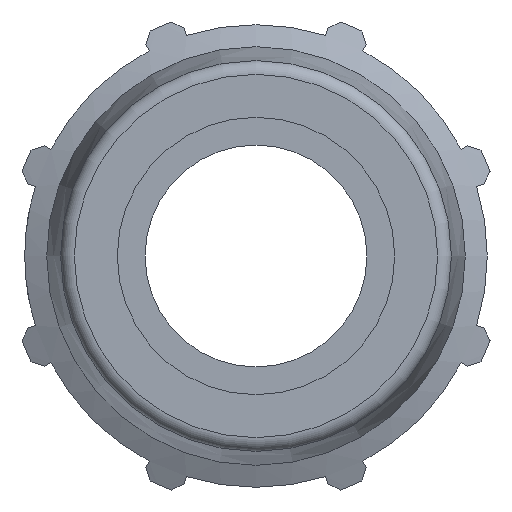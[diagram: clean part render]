
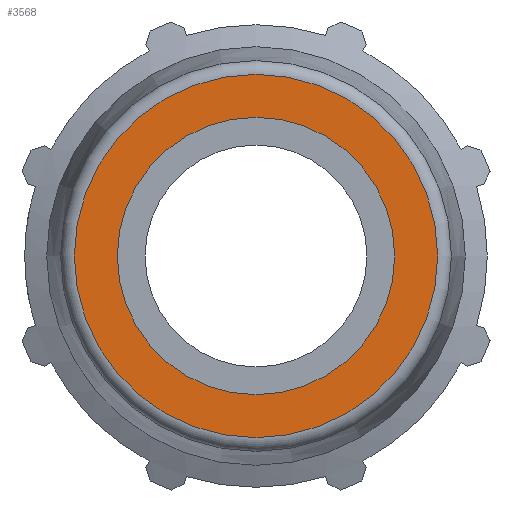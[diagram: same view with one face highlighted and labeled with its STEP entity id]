
A CAD part, left-side view. The second image highlights one B-rep face of the part: STEP entity #3568.
In plain terms, the highlighted planar face has unit normal (-1, 0, 0).
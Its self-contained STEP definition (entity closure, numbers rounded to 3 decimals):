
#150=FACE_BOUND('',#564,.T.);
#213=PLANE('',#3845);
#353=FACE_OUTER_BOUND('',#563,.T.);
#563=EDGE_LOOP('',(#2732));
#564=EDGE_LOOP('',(#2733));
#832=CIRCLE('',#3843,41.264);
#833=CIRCLE('',#3846,31.5);
#1600=VERTEX_POINT('',#5775);
#1601=VERTEX_POINT('',#5779);
#2023=EDGE_CURVE('',#1600,#1600,#832,.T.);
#2024=EDGE_CURVE('',#1601,#1601,#833,.T.);
#2732=ORIENTED_EDGE('',*,*,#2023,.T.);
#2733=ORIENTED_EDGE('',*,*,#2024,.T.);
#3568=ADVANCED_FACE('',(#353,#150),#213,.F.);
#3843=AXIS2_PLACEMENT_3D('',#5776,#4486,#4487);
#3845=AXIS2_PLACEMENT_3D('',#5778,#4490,#4491);
#3846=AXIS2_PLACEMENT_3D('',#5780,#4492,#4493);
#4486=DIRECTION('center_axis',(-1.,0.,0.));
#4487=DIRECTION('ref_axis',(0.,-1.,0.));
#4490=DIRECTION('center_axis',(1.,0.,0.));
#4491=DIRECTION('ref_axis',(0.,0.,-1.));
#4492=DIRECTION('center_axis',(1.,0.,0.));
#4493=DIRECTION('ref_axis',(0.,0.,-1.));
#5775=CARTESIAN_POINT('',(-115.,41.264,0.));
#5776=CARTESIAN_POINT('Origin',(-115.,0.,0.));
#5778=CARTESIAN_POINT('Origin',(-115.,31.5,0.));
#5779=CARTESIAN_POINT('',(-115.,31.5,0.));
#5780=CARTESIAN_POINT('Origin',(-115.,0.,0.));
